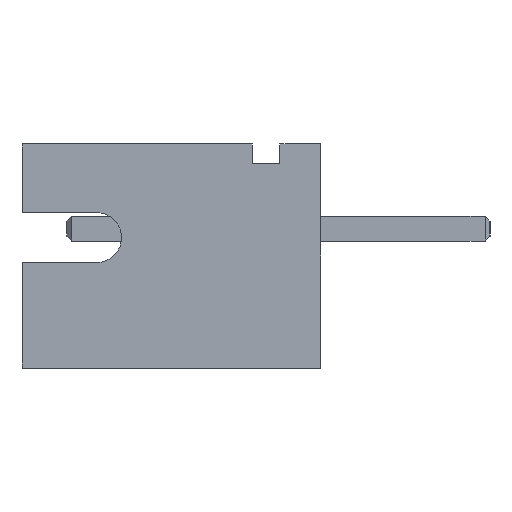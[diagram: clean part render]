
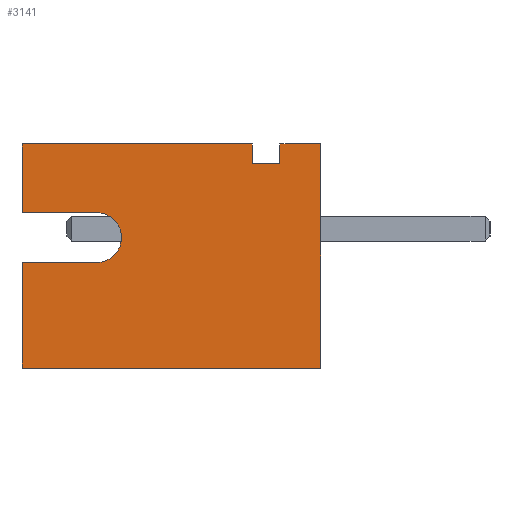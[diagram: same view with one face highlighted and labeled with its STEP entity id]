
A CAD part, left-side view. The second image highlights one B-rep face of the part: STEP entity #3141.
In plain terms, the highlighted planar face has unit normal (-1, 0, 0).
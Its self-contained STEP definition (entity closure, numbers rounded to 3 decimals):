
#14 = CARTESIAN_POINT ( 'NONE',  ( -1.95, 0.82, 1.3 ) ) ;
#196 = CARTESIAN_POINT ( 'NONE',  ( -1.95, 1.38, 1.7 ) ) ;
#355 = FACE_OUTER_BOUND ( 'NONE', #3698, .T. ) ;
#933 = ORIENTED_EDGE ( 'NONE', *, *, #7296, .F. ) ;
#961 = VECTOR ( 'NONE', #14903, 1000. ) ;
#1077 = VERTEX_POINT ( 'NONE', #16824 ) ;
#1167 = VECTOR ( 'NONE', #10934, 1000. ) ;
#1172 = DIRECTION ( 'NONE',  ( 0., 1., 0. ) ) ;
#1272 = CARTESIAN_POINT ( 'NONE',  ( -1.95, 6., 1.7 ) ) ;
#1567 = ORIENTED_EDGE ( 'NONE', *, *, #4989, .F. ) ;
#1783 = VERTEX_POINT ( 'NONE', #14 ) ;
#1790 = DIRECTION ( 'NONE',  ( 0., 0., 1. ) ) ;
#2007 = ORIENTED_EDGE ( 'NONE', *, *, #15845, .F. ) ;
#2151 = DIRECTION ( 'NONE',  ( 0., 0., 1. ) ) ;
#2494 = CARTESIAN_POINT ( 'NONE',  ( -1.95, 6., 0.32 ) ) ;
#2810 = EDGE_CURVE ( 'NONE', #15203, #5740, #7551, .T. ) ;
#3050 = VERTEX_POINT ( 'NONE', #196 ) ;
#3141 = ADVANCED_FACE ( 'NONE', ( #355 ), #12608, .F. ) ;
#3331 = EDGE_CURVE ( 'NONE', #17333, #12445, #11915, .T. ) ;
#3500 = DIRECTION ( 'NONE',  ( 0., 0., -1. ) ) ;
#3536 = CARTESIAN_POINT ( 'NONE',  ( -1.95, 4.5, 0.32 ) ) ;
#3698 = EDGE_LOOP ( 'NONE', ( #4879, #9915, #16095, #8333, #4841, #10519, #933, #6915, #14554, #2007, #1567, #6002 ) ) ;
#3804 = DIRECTION ( 'NONE',  ( 0., -1., 0. ) ) ;
#3820 = LINE ( 'NONE', #14419, #10066 ) ;
#4283 = AXIS2_PLACEMENT_3D ( 'NONE', #9100, #15785, #3500 ) ;
#4363 = AXIS2_PLACEMENT_3D ( 'NONE', #9716, #12540, #1790 ) ;
#4539 = VECTOR ( 'NONE', #15122, 1000. ) ;
#4764 = VERTEX_POINT ( 'NONE', #6050 ) ;
#4841 = ORIENTED_EDGE ( 'NONE', *, *, #5365, .T. ) ;
#4879 = ORIENTED_EDGE ( 'NONE', *, *, #15173, .F. ) ;
#4989 = EDGE_CURVE ( 'NONE', #7185, #1077, #3820, .T. ) ;
#5079 = VECTOR ( 'NONE', #3804, 1000. ) ;
#5254 = DIRECTION ( 'NONE',  ( 0., 0., 1. ) ) ;
#5365 = EDGE_CURVE ( 'NONE', #12445, #5740, #9714, .T. ) ;
#5466 = CARTESIAN_POINT ( 'NONE',  ( -1.95, 0.82, 1.3 ) ) ;
#5740 = VERTEX_POINT ( 'NONE', #14185 ) ;
#5889 = CARTESIAN_POINT ( 'NONE',  ( -1.95, 0.82, 1.7 ) ) ;
#5970 = CARTESIAN_POINT ( 'NONE',  ( -1.95, 1.38, 1.3 ) ) ;
#6002 = ORIENTED_EDGE ( 'NONE', *, *, #16314, .F. ) ;
#6050 = CARTESIAN_POINT ( 'NONE',  ( -1.95, 1.38, 1.3 ) ) ;
#6915 = ORIENTED_EDGE ( 'NONE', *, *, #9319, .F. ) ;
#7111 = VERTEX_POINT ( 'NONE', #3536 ) ;
#7185 = VERTEX_POINT ( 'NONE', #13991 ) ;
#7296 = EDGE_CURVE ( 'NONE', #1783, #15203, #17136, .T. ) ;
#7551 = LINE ( 'NONE', #1272, #5079 ) ;
#7555 = LINE ( 'NONE', #15755, #17160 ) ;
#7809 = DIRECTION ( 'NONE',  ( 0., 0., 1. ) ) ;
#8029 = CARTESIAN_POINT ( 'NONE',  ( -1.95, 6., -0.68 ) ) ;
#8116 = CARTESIAN_POINT ( 'NONE',  ( -1.95, 6., -2.8 ) ) ;
#8333 = ORIENTED_EDGE ( 'NONE', *, *, #3331, .T. ) ;
#8502 = VECTOR ( 'NONE', #1172, 1000. ) ;
#8546 = EDGE_CURVE ( 'NONE', #17333, #11340, #11423, .T. ) ;
#8579 = VECTOR ( 'NONE', #2151, 1000. ) ;
#9057 = DIRECTION ( 'NONE',  ( 0., -1., 0. ) ) ;
#9100 = CARTESIAN_POINT ( 'NONE',  ( -1.95, 6., 1.7 ) ) ;
#9319 = EDGE_CURVE ( 'NONE', #4764, #1783, #7555, .T. ) ;
#9679 = CARTESIAN_POINT ( 'NONE',  ( -1.95, 6., -0.68 ) ) ;
#9714 = LINE ( 'NONE', #9799, #4539 ) ;
#9716 = CARTESIAN_POINT ( 'NONE',  ( -1.95, 4.5, -0.18 ) ) ;
#9799 = CARTESIAN_POINT ( 'NONE',  ( -1.95, 0., 1.7 ) ) ;
#9915 = ORIENTED_EDGE ( 'NONE', *, *, #15753, .F. ) ;
#10066 = VECTOR ( 'NONE', #10368, 1000. ) ;
#10368 = DIRECTION ( 'NONE',  ( 0., 0., 1. ) ) ;
#10519 = ORIENTED_EDGE ( 'NONE', *, *, #2810, .F. ) ;
#10750 = VECTOR ( 'NONE', #13730, 1000. ) ;
#10934 = DIRECTION ( 'NONE',  ( 0., -1., 0. ) ) ;
#11340 = VERTEX_POINT ( 'NONE', #9679 ) ;
#11423 = LINE ( 'NONE', #14147, #8579 ) ;
#11648 = LINE ( 'NONE', #5970, #16764 ) ;
#11860 = LINE ( 'NONE', #2494, #8502 ) ;
#11915 = LINE ( 'NONE', #8116, #1167 ) ;
#12010 = EDGE_CURVE ( 'NONE', #4764, #3050, #11648, .T. ) ;
#12445 = VERTEX_POINT ( 'NONE', #14682 ) ;
#12540 = DIRECTION ( 'NONE',  ( -1., 0., 0. ) ) ;
#12608 = PLANE ( 'NONE',  #4283 ) ;
#12706 = VECTOR ( 'NONE', #7809, 1000. ) ;
#13012 = CIRCLE ( 'NONE', #4363, 0.5 ) ;
#13730 = DIRECTION ( 'NONE',  ( 0., -1., 0. ) ) ;
#13768 = VERTEX_POINT ( 'NONE', #14937 ) ;
#13991 = CARTESIAN_POINT ( 'NONE',  ( -1.95, 6., 0.32 ) ) ;
#14147 = CARTESIAN_POINT ( 'NONE',  ( -1.95, 6., 1.7 ) ) ;
#14185 = CARTESIAN_POINT ( 'NONE',  ( -1.95, 0., 1.7 ) ) ;
#14419 = CARTESIAN_POINT ( 'NONE',  ( -1.95, 6., 1.7 ) ) ;
#14554 = ORIENTED_EDGE ( 'NONE', *, *, #12010, .T. ) ;
#14630 = LINE ( 'NONE', #8029, #961 ) ;
#14682 = CARTESIAN_POINT ( 'NONE',  ( -1.95, 0., -2.8 ) ) ;
#14903 = DIRECTION ( 'NONE',  ( 0., -1., 0. ) ) ;
#14937 = CARTESIAN_POINT ( 'NONE',  ( -1.95, 4.5, -0.68 ) ) ;
#15034 = CARTESIAN_POINT ( 'NONE',  ( -1.95, 6., -2.8 ) ) ;
#15122 = DIRECTION ( 'NONE',  ( 0., 0., 1. ) ) ;
#15173 = EDGE_CURVE ( 'NONE', #13768, #7111, #13012, .T. ) ;
#15203 = VERTEX_POINT ( 'NONE', #5889 ) ;
#15347 = LINE ( 'NONE', #16560, #10750 ) ;
#15753 = EDGE_CURVE ( 'NONE', #11340, #13768, #14630, .T. ) ;
#15755 = CARTESIAN_POINT ( 'NONE',  ( -1.95, 1.38, 1.3 ) ) ;
#15785 = DIRECTION ( 'NONE',  ( 1., 0., 0. ) ) ;
#15845 = EDGE_CURVE ( 'NONE', #1077, #3050, #15347, .T. ) ;
#16095 = ORIENTED_EDGE ( 'NONE', *, *, #8546, .F. ) ;
#16314 = EDGE_CURVE ( 'NONE', #7111, #7185, #11860, .T. ) ;
#16560 = CARTESIAN_POINT ( 'NONE',  ( -1.95, 6., 1.7 ) ) ;
#16764 = VECTOR ( 'NONE', #5254, 1000. ) ;
#16824 = CARTESIAN_POINT ( 'NONE',  ( -1.95, 6., 1.7 ) ) ;
#17136 = LINE ( 'NONE', #5466, #12706 ) ;
#17160 = VECTOR ( 'NONE', #9057, 1000. ) ;
#17333 = VERTEX_POINT ( 'NONE', #15034 ) ;
